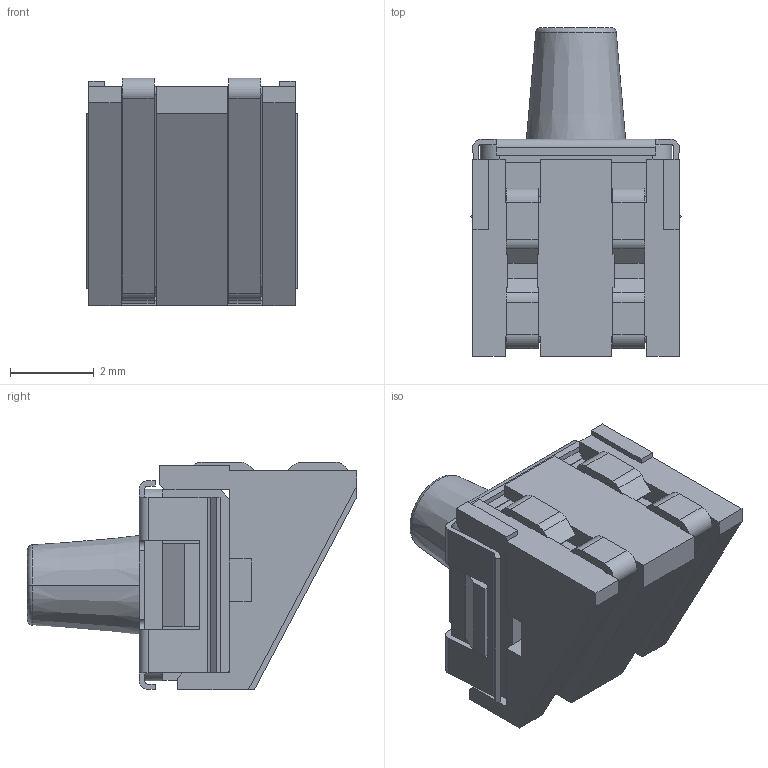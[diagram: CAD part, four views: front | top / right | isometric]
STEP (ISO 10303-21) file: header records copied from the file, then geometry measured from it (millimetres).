
FILE_DESCRIPTION((''),'2;1');
FILE_NAME('33012-09700J__','2013-05-15T',('maxm'),('Bourns, Inc.'),'PRO/ENGINEER BY PARAMETRIC TECHNOLOGY CORPORATION, 2012230','PRO/ENGINEER BY PARAMETRIC TECHNOLOGY CORPORATION, 2012230','');
FILE_SCHEMA(('CONFIG_CONTROL_DESIGN'));
Length unit declared in the file: inch
Products named in the file (1): 33012-09700J__
Bounding box: 5.05 x 7.85 x 5.44 mm (x, y, z)
Volume: 103 mm3; surface area: 246.5 mm2
Topology: 1 solids, 3 shells, 295 faces, 872 edges, 562 vertices
Faces by surface type: plane 217, cylinder 57, torus 13, cone 8
Entity records: 9874 total; most frequent: CARTESIAN_POINT 1796, ORIENTED_EDGE 1744, DIRECTION 1629, EDGE_CURVE 872, VECTOR 685, LINE 685, VERTEX_POINT 562, AXIS2_PLACEMENT_3D 472
